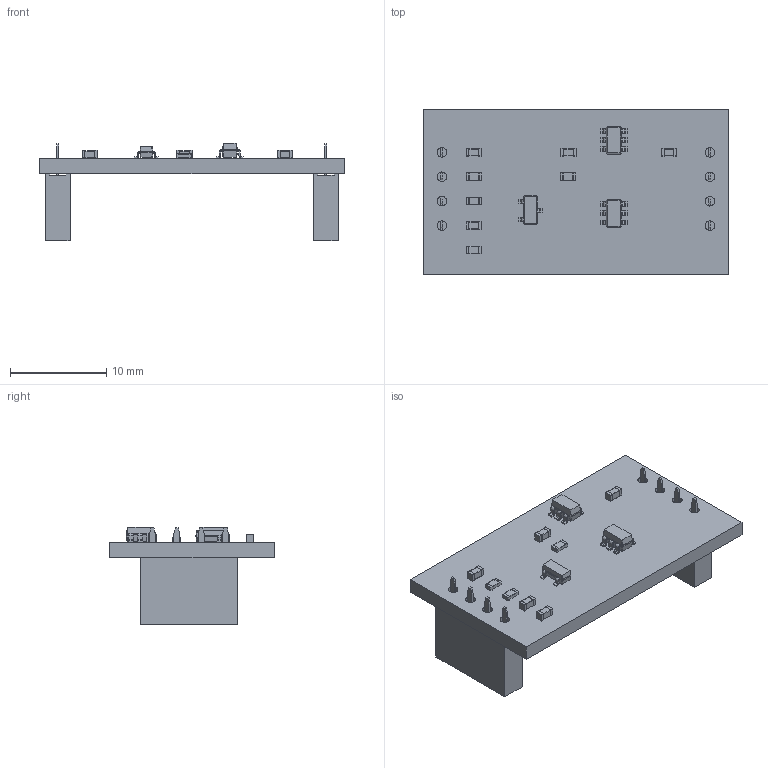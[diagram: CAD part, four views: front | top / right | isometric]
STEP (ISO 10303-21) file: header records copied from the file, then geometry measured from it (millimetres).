
FILE_DESCRIPTION(('FreeCAD Model'),'2;1');
FILE_NAME('Open CASCADE Shape Model','2023-08-22T17:35:59',(''),(''), 'Open CASCADE STEP processor 7.6','FreeCAD','Unknown');
FILE_SCHEMA(('AUTOMOTIVE_DESIGN { 1 0 10303 214 1 1 1 1 }'));
Length unit declared in the file: millimetre
Products named in the file (13): RF_switch; Local_CS_30b1; Board_Geoms_30b1; Pcb_30b1; PCB_Sketch_30b1; Step_Models_30b1; Top_30b1; C38_C_0603_1608Metric_d5af24369ee4; U7_SOT_23_6_158c50deeff2; R24_R_0603_1608Metric_a042394856b3; Q4_SOT_23_04617d57f779; Bot_30b1; J7_PinSocket_1x04_P254mm_Vertical_10eb51321a0d
Assembly tree (20 placements, depth 4):
  RF_switch
    Local_CS_30b1
    Board_Geoms_30b1
      Pcb_30b1
      PCB_Sketch_30b1
    Step_Models_30b1
      Top_30b1
        C38_C_0603_1608Metric_d5af24369ee4  x5
        U7_SOT_23_6_158c50deeff2  x2
        R24_R_0603_1608Metric_a042394856b3  x3
        Q4_SOT_23_04617d57f779
      Bot_30b1
        J7_PinSocket_1x04_P254mm_Vertical_10eb51321a0d  x2
Bounding box: 31.75 x 17.14 x 10.15 mm (x, y, z)
Volume: 1224.6 mm3; surface area: 2027.2 mm2
Topology: 14 solids, 14 shells, 824 faces, 2108 edges, 1350 vertices
Faces by surface type: plane 585, cylinder 152, bspline 87
Full cylindrical faces by diameter (mm): 1 x8
Entity records: 14893 total; most frequent: CARTESIAN_POINT 2330, ORIENTED_EDGE 2036, DIRECTION 1818, EDGE_CURVE 1018, LINE 830, VECTOR 830, VERTEX_POINT 642, AXIS2_PLACEMENT_3D 494
